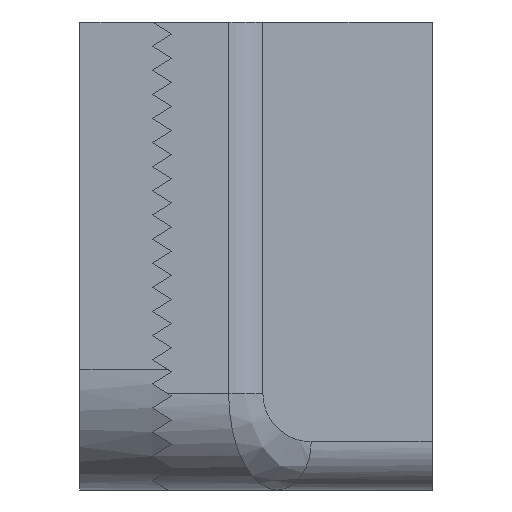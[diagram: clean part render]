
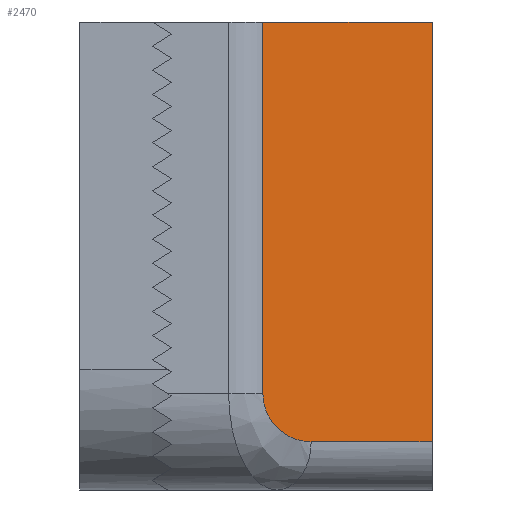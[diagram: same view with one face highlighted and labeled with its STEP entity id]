
A CAD part, left-side view. The second image highlights one B-rep face of the part: STEP entity #2470.
In plain terms, the highlighted planar face has unit normal (-0.707, -0.707, 0).
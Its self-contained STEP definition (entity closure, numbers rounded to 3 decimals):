
#133 = ORIENTED_EDGE ( 'NONE', *, *, #2088, .F. ) ;
#141 = ORIENTED_EDGE ( 'NONE', *, *, #1865, .T. ) ;
#149 = ORIENTED_EDGE ( 'NONE', *, *, #1874, .T. ) ;
#152 = ORIENTED_EDGE ( 'NONE', *, *, #1867, .T. ) ;
#458 = AXIS2_PLACEMENT_3D ( 'NONE', #2617, #2626, #2627 ) ;
#545 = CARTESIAN_POINT ( 'NONE',  ( -5.7, 0., 1. ) ) ;
#553 = CARTESIAN_POINT ( 'NONE',  ( -9.207, 3.507, 9.7 ) ) ;
#1091 = CARTESIAN_POINT ( 'NONE',  ( -8.207, 2.507, 1. ) ) ;
#1110 = DIRECTION ( 'NONE',  ( 0., 0., -1. ) ) ;
#1111 = CARTESIAN_POINT ( 'NONE',  ( -9.207, 3.507, 2. ) ) ;
#1153 = CARTESIAN_POINT ( 'NONE',  ( -9.207, 3.507, 1.414 ) ) ;
#1155 = DIRECTION ( 'NONE',  ( 0., 0., -1. ) ) ;
#1183 = CARTESIAN_POINT ( 'NONE',  ( -5.7, 0., 9.7 ) ) ;
#1185 = CARTESIAN_POINT ( 'NONE',  ( -8.793, 3.093, 1. ) ) ;
#1199 = CARTESIAN_POINT ( 'NONE',  ( -9.5, 3.8, 1. ) ) ;
#1253 = CARTESIAN_POINT ( 'NONE',  ( -9.207, 3.507, 9.7 ) ) ;
#1279 = DIRECTION ( 'NONE',  ( 0.707, -0.707, 0. ) ) ;
#1732 = CARTESIAN_POINT ( 'NONE',  ( -9.5, 3.8, 9.7 ) ) ;
#1733 = DIRECTION ( 'NONE',  ( 0.707, -0.707, 0. ) ) ;
#1758 = CARTESIAN_POINT ( 'NONE',  ( -5.7, 0., 9.7 ) ) ;
#1762 = CARTESIAN_POINT ( 'NONE',  ( -8.207, 2.507, 1. ) ) ;
#1765 = CARTESIAN_POINT ( 'NONE',  ( -9.207, 3.507, 2. ) ) ;
#1865 = EDGE_CURVE ( 'NONE', #2117, #2256, #3310, .T. ) ;
#1867 = EDGE_CURVE ( 'NONE', #2264, #2120, #3314, .T. ) ;
#1871 = EDGE_CURVE ( 'NONE', #2113, #2256, #3320, .T. ) ;
#1874 = EDGE_CURVE ( 'NONE', #2120, #2117, #2098, .T. ) ;
#2088 = EDGE_CURVE ( 'NONE', #2264, #2113, #2916, .T. ) ;
#2098 =( BOUNDED_CURVE ( )  B_SPLINE_CURVE ( 3, ( #1111, #1153, #1185, #1091 ),
 .UNSPECIFIED., .F., .F. ) 
 B_SPLINE_CURVE_WITH_KNOTS ( ( 4, 4 ),
 ( 3.142, 4.712 ),
 .UNSPECIFIED. ) 
 CURVE ( )  GEOMETRIC_REPRESENTATION_ITEM ( )  RATIONAL_B_SPLINE_CURVE ( ( 1., 0.805, 0.805, 1. ) ) 
 REPRESENTATION_ITEM ( '' )  );
#2113 = VERTEX_POINT ( 'NONE', #1758 ) ;
#2117 = VERTEX_POINT ( 'NONE', #1762 ) ;
#2120 = VERTEX_POINT ( 'NONE', #1765 ) ;
#2256 = VERTEX_POINT ( 'NONE', #545 ) ;
#2264 = VERTEX_POINT ( 'NONE', #553 ) ;
#2313 = EDGE_LOOP ( 'NONE', ( #133, #152, #149, #141, #2360 ) ) ;
#2360 = ORIENTED_EDGE ( 'NONE', *, *, #1871, .F. ) ;
#2470 = ADVANCED_FACE ( 'NONE', ( #3021 ), #2624, .F. ) ;
#2617 = CARTESIAN_POINT ( 'NONE',  ( -9.5, 3.8, 9.7 ) ) ;
#2624 = PLANE ( 'NONE',  #458 ) ;
#2626 = DIRECTION ( 'NONE',  ( 0.707, 0.707, 0. ) ) ;
#2627 = DIRECTION ( 'NONE',  ( -0.707, 0.707, 0. ) ) ;
#2916 = LINE ( 'NONE', #1732, #2919 ) ;
#2919 = VECTOR ( 'NONE', #1733, 1000. ) ;
#3021 = FACE_OUTER_BOUND ( 'NONE', #2313, .T. ) ;
#3310 = LINE ( 'NONE', #1199, #3315 ) ;
#3314 = LINE ( 'NONE', #1253, #3319 ) ;
#3315 = VECTOR ( 'NONE', #1279, 1000. ) ;
#3319 = VECTOR ( 'NONE', #1155, 1000. ) ;
#3320 = LINE ( 'NONE', #1183, #3327 ) ;
#3327 = VECTOR ( 'NONE', #1110, 1000. ) ;
